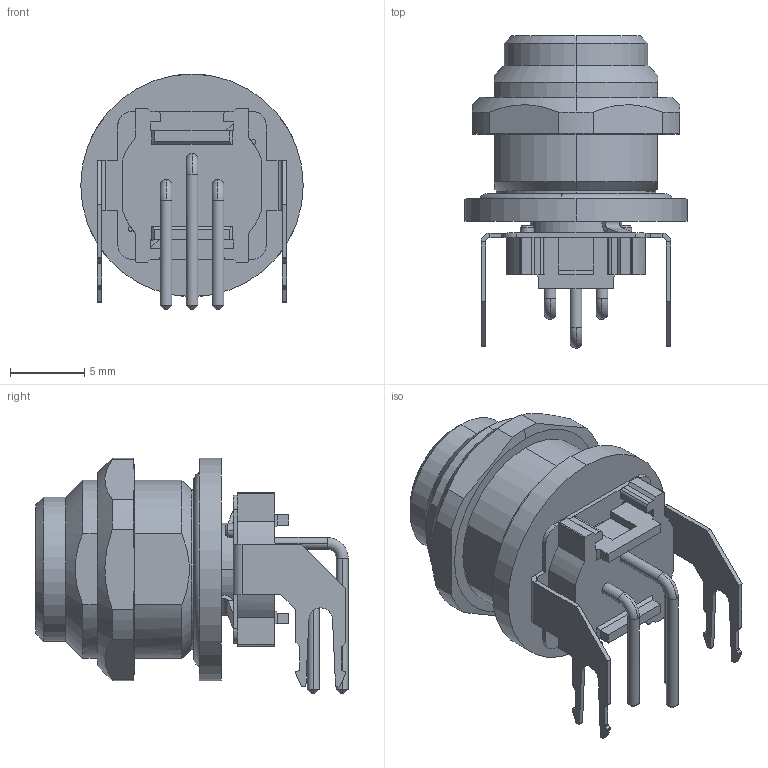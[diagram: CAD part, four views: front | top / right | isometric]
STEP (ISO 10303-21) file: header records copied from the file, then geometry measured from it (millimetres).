
FILE_DESCRIPTION(('CATIA V5 STEP Exchange','CAx-IF Rec.Pracs.--- Model Styling and Organization---1.4--- 2014-01-23'),'2;1');
FILE_NAME ('030367-1_0_2424250000_2424250000.stp','2021-01-03T13:38:41+00:00',('none'),('Weidmueller'),'CATIA Version 5-6 Release 2016 SP3 HF44','CATIA V5 STEP AP214','none');
FILE_SCHEMA(('AUTOMOTIVE_DESIGN { 1 0 10303 214 1 1 1 1 }'));
Length unit declared in the file: millimetre
Products named in the file (1): 2424250000
Bounding box: 15 x 21.05 x 15.9 mm (x, y, z)
Volume: 1644.3 mm3; surface area: 2365.1 mm2
Topology: 9 solids, 9 shells, 463 faces, 1232 edges, 804 vertices
Faces by surface type: plane 217, cylinder 176, cone 34, bspline 22, torus 14
Entity records: 14981 total; most frequent: CARTESIAN_POINT 3978, ORIENTED_EDGE 2464, DIRECTION 1870, EDGE_CURVE 1232, VERTEX_POINT 804, AXIS2_PLACEMENT_3D 755, VECTOR 688, LINE 688
